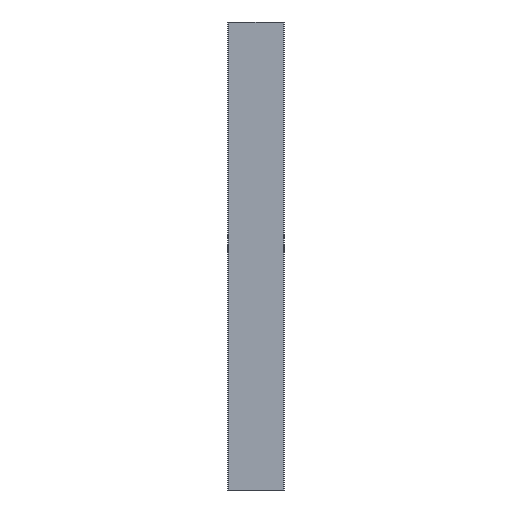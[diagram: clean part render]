
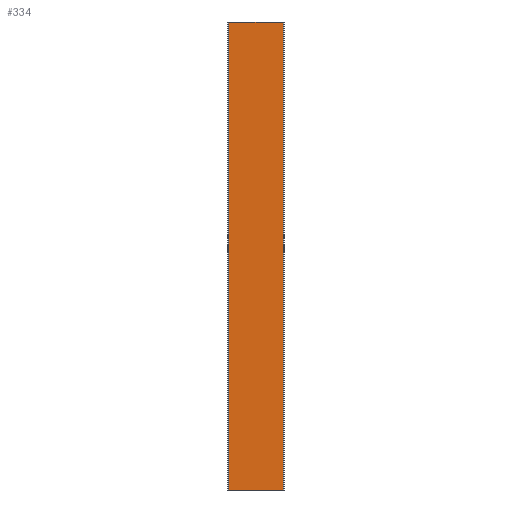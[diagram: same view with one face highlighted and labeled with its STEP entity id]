
A CAD part, left-side view. The second image highlights one B-rep face of the part: STEP entity #334.
In plain terms, the highlighted planar face has unit normal (-1, 0, 0).
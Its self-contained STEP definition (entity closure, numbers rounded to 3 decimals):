
#19=PLANE('',#366);
#32=FACE_OUTER_BOUND('',#50,.T.);
#50=EDGE_LOOP('',(#245,#246,#247,#248));
#74=LINE('',#524,#106);
#76=LINE('',#530,#108);
#77=LINE('',#532,#109);
#78=LINE('',#533,#110);
#106=VECTOR('',#420,10.);
#108=VECTOR('',#426,10.);
#109=VECTOR('',#427,10.);
#110=VECTOR('',#428,10.);
#156=VERTEX_POINT('',#521);
#157=VERTEX_POINT('',#523);
#159=VERTEX_POINT('',#529);
#160=VERTEX_POINT('',#531);
#191=EDGE_CURVE('',#156,#157,#74,.T.);
#194=EDGE_CURVE('',#156,#159,#76,.T.);
#195=EDGE_CURVE('',#159,#160,#77,.T.);
#196=EDGE_CURVE('',#157,#160,#78,.T.);
#245=ORIENTED_EDGE('',*,*,#194,.T.);
#246=ORIENTED_EDGE('',*,*,#195,.T.);
#247=ORIENTED_EDGE('',*,*,#196,.F.);
#248=ORIENTED_EDGE('',*,*,#191,.F.);
#334=ADVANCED_FACE('',(#32),#19,.T.);
#366=AXIS2_PLACEMENT_3D('',#528,#424,#425);
#420=DIRECTION('',(0.,0.,-1.));
#424=DIRECTION('center_axis',(-1.,0.,0.));
#425=DIRECTION('ref_axis',(0.,-1.,0.));
#426=DIRECTION('',(0.,1.,0.));
#427=DIRECTION('',(0.,0.,-1.));
#428=DIRECTION('',(0.,1.,0.));
#521=CARTESIAN_POINT('',(-30.,-58.,1000.));
#523=CARTESIAN_POINT('',(-30.,-58.,0.));
#524=CARTESIAN_POINT('',(-30.,-58.,0.));
#528=CARTESIAN_POINT('Origin',(-30.,58.,0.));
#529=CARTESIAN_POINT('',(-30.,58.,1000.));
#530=CARTESIAN_POINT('',(-30.,29.,1000.));
#531=CARTESIAN_POINT('',(-30.,58.,0.));
#532=CARTESIAN_POINT('',(-30.,58.,0.));
#533=CARTESIAN_POINT('',(-30.,29.,0.));
